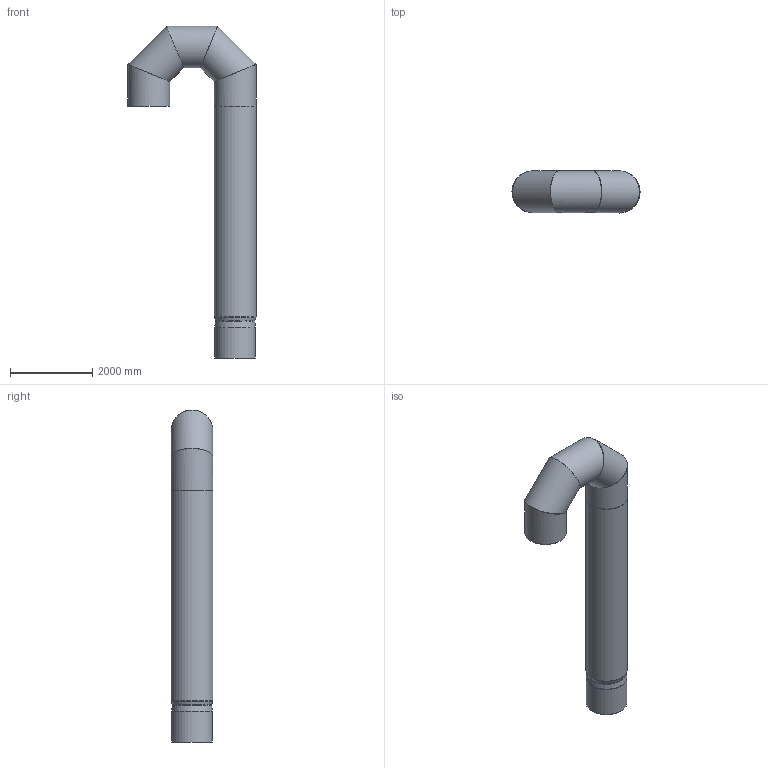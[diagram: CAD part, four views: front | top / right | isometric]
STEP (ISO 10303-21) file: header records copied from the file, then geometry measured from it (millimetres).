
FILE_DESCRIPTION(/* description */ (''),/* implementation_level */ '2;1');
FILE_NAME(/* name */ '21209.100X_3D.stp',/* time_stamp */ '2024-12-12T08:15:29+01:00',/* author */ ('CAD'),/* organization */ (''),/* preprocessor_version */ 'ST-DEVELOPER v20',/* originating_system */ 'AutoCAD Mechanical',/* authorisation */ '');
FILE_SCHEMA (('AUTOMOTIVE_DESIGN { 1 0 10303 214 3 1 1 }'));
Length unit declared in the file: centimetre
Products named in the file (2): Product; *S0
Assembly tree (1 placements, depth 2):
  Product
    *S0
Bounding box: 3116 x 1016 x 8080.4 mm (x, y, z)
Volume: 391581310.4 mm3; surface area: 65740893.3 mm2
Topology: 6 solids, 6 shells, 36 faces, 78 edges, 60 vertices
Faces by surface type: cylinder 14, plane 12, torus 6, cone 4
Full cylindrical faces by diameter (mm): 966 x1, 990 x1, 992 x6, 1016 x6
Entity records: 1098 total; most frequent: DIRECTION 210, CARTESIAN_POINT 177, ORIENTED_EDGE 144, AXIS2_PLACEMENT_3D 93, EDGE_CURVE 72, EDGE_LOOP 48, VERTEX_POINT 48, CIRCLE 38
